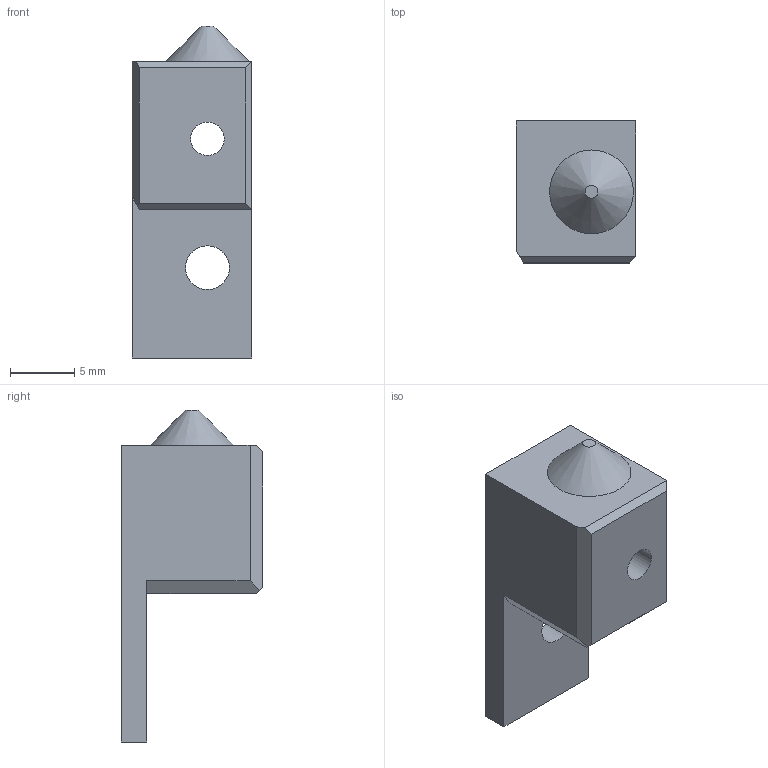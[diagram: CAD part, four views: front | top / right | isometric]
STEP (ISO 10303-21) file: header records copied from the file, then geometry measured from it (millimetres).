
FILE_DESCRIPTION(/* description */ (''),/* implementation_level */ '2;1');
FILE_NAME(/* name */ 'adapter-printer-mmu2s.stp',/* time_stamp */ '2019-02-11T12:34:58+01:00',/* author */ ('PR'),/* organization */ (''),/* preprocessor_version */ 'ST-DEVELOPER v17',/* originating_system */ 'Autodesk Inventor 2019',/* authorisation */ '');
FILE_SCHEMA (('AUTOMOTIVE_DESIGN { 1 0 10303 214 3 1 1 }'));
Length unit declared in the file: millimetre
Products named in the file (1): Součást1
Bounding box: 9.3 x 11 x 25.75 mm (x, y, z)
Volume: 1338.5 mm3; surface area: 1008.2 mm2
Topology: 1 solids, 1 shells, 18 faces, 48 edges, 33 vertices
Faces by surface type: plane 14, cone 2, cylinder 2
Full cylindrical faces by diameter (mm): 2.6 x1, 3.4 x1
Entity records: 616 total; most frequent: CARTESIAN_POINT 100, DIRECTION 99, ORIENTED_EDGE 96, EDGE_CURVE 48, LINE 35, VECTOR 35, VERTEX_POINT 33, AXIS2_PLACEMENT_3D 32
